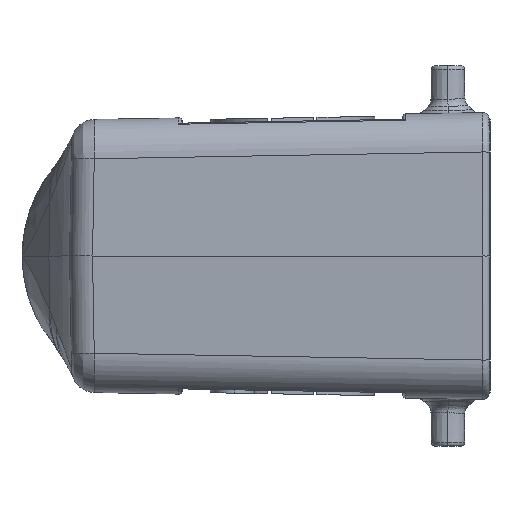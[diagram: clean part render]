
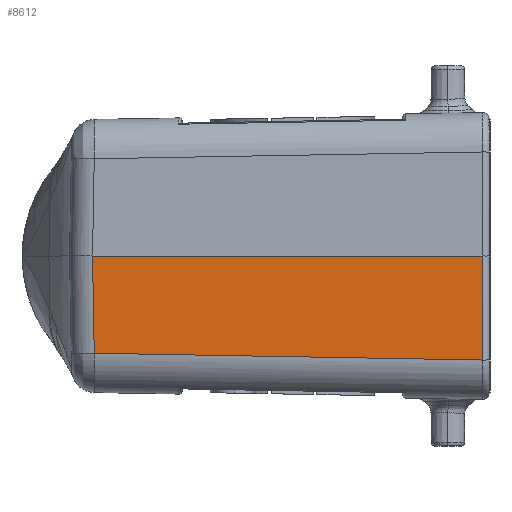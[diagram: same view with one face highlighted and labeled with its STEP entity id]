
A CAD part, left-side view. The second image highlights one B-rep face of the part: STEP entity #8612.
In plain terms, the highlighted planar face has unit normal (-1, 0.018, -0.017).
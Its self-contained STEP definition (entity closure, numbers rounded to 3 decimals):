
#215=DIRECTION('',(0.017,1.,0.017));
#216=VECTOR('',#215,58.207);
#217=CARTESIAN_POINT('',(-46.46,71.017,-15.588));
#218=LINE('',#217,#216);
#219=DIRECTION('',(-0.017,0.017,1.));
#220=VECTOR('',#219,14.577);
#221=CARTESIAN_POINT('',(-45.462,129.207,-14.572));
#222=LINE('',#221,#220);
#223=DIRECTION('',(-0.017,-1.,0.));
#224=VECTOR('',#223,58.453);
#225=CARTESIAN_POINT('',(-45.712,129.462,
0.));
#226=LINE('',#225,#224);
#231=DIRECTION('',(-0.017,0.,1.));
#232=VECTOR('',#231,15.59);
#233=CARTESIAN_POINT('',(-46.46,71.017,-15.588));
#234=LINE('',#233,#232);
#7086=CARTESIAN_POINT('',(-45.462,129.207,
-14.572));
#7087=CARTESIAN_POINT('',(-45.712,129.462,
0.));
#7088=VERTEX_POINT('',#7086);
#7089=VERTEX_POINT('',#7087);
#7090=CARTESIAN_POINT('',(-46.46,71.017,
-15.588));
#7091=CARTESIAN_POINT('',(-46.732,71.017,
0.));
#7092=VERTEX_POINT('',#7090);
#7093=VERTEX_POINT('',#7091);
#8598=CARTESIAN_POINT('',(-46.792,70.,2.412));
#8599=DIRECTION('',(-1.,0.017,-0.017));
#8600=DIRECTION('',(-0.017,0.,1.));
#8601=AXIS2_PLACEMENT_3D('',#8598,#8599,#8600);
#8602=PLANE('',#8601);
#8604=ORIENTED_EDGE('',*,*,#8603,.F.);
#8606=ORIENTED_EDGE('',*,*,#8605,.T.);
#8607=ORIENTED_EDGE('',*,*,#8588,.T.);
#8609=ORIENTED_EDGE('',*,*,#8608,.T.);
#8610=EDGE_LOOP('',(#8604,#8606,#8607,#8609));
#8611=FACE_OUTER_BOUND('',#8610,.F.);
#8588=EDGE_CURVE('',#7088,#7089,#222,.T.);
#8603=EDGE_CURVE('',#7092,#7093,#234,.T.);
#8605=EDGE_CURVE('',#7092,#7088,#218,.T.);
#8608=EDGE_CURVE('',#7089,#7093,#226,.T.);
#8612=ADVANCED_FACE('',(#8611),#8602,.T.);
